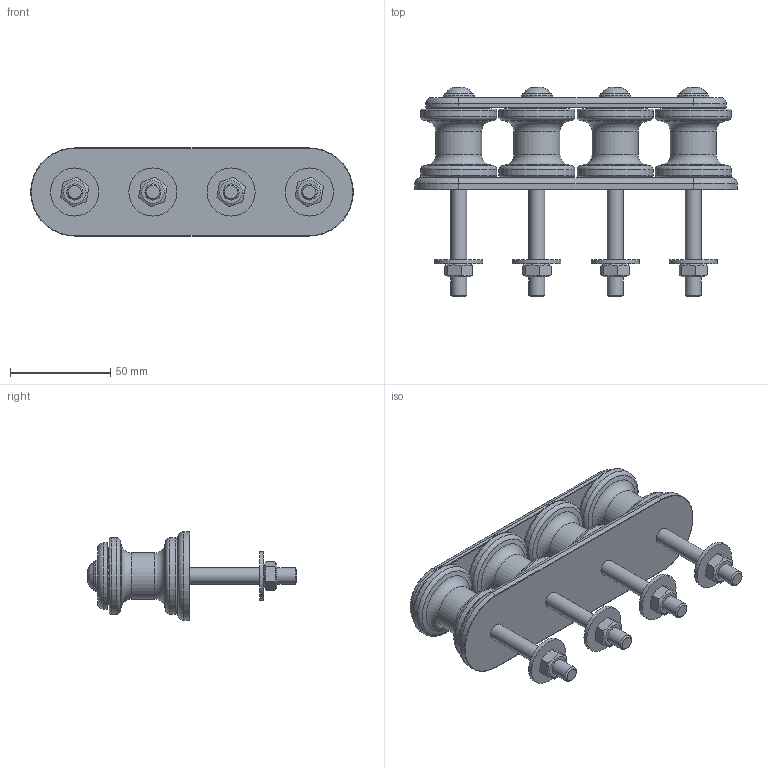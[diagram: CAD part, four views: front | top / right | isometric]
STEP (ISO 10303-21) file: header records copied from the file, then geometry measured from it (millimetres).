
FILE_DESCRIPTION(/* description */ (''),/* implementation_level */ '2;1');
FILE_NAME(/* name */ '524.042.stp',/* time_stamp */ '2020-04-17T11:35:10+02:00',/* author */ ('gianni'),/* organization */ (''),/* preprocessor_version */ 'ST-DEVELOPER v18.1',/* originating_system */ 'Autodesk Inventor 2021',/* authorisation */ '');
FILE_SCHEMA (('AUTOMOTIVE_DESIGN { 1 0 10303 214 3 1 1 }'));
Length unit declared in the file: millimetre
Products named in the file (1): 20041712
Bounding box: 161 x 104.4 x 44 mm (x, y, z)
Volume: 174502.9 mm3; surface area: 58626 mm2
Topology: 1 solids, 1 shells, 424 faces, 792 edges, 620 vertices
Faces by surface type: sphere 216, plane 88, cylinder 48, torus 36, cone 32, bspline 4
Full cylindrical faces by diameter (mm): 8 x8, 12 x8, 15.6 x4, 23 x4, 24 x4, 38 x8
Entity records: 11263 total; most frequent: CARTESIAN_POINT 2149, DIRECTION 2078, ORIENTED_EDGE 1584, AXIS2_PLACEMENT_3D 969, EDGE_CURVE 792, EDGE_LOOP 680, VERTEX_POINT 620, CIRCLE 548
